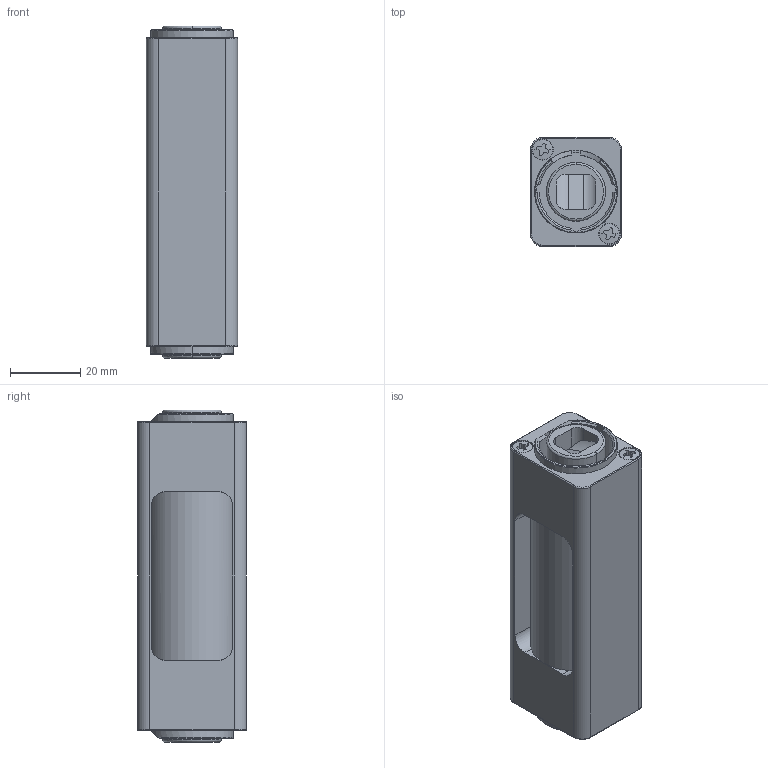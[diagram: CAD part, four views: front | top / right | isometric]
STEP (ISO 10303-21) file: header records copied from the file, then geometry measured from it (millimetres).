
FILE_DESCRIPTION((''),'2;1');
FILE_NAME('D-NAO4_W','2010-06-24T',('kma'),(''),'PRO/ENGINEER BY PARAMETRIC TECHNOLOGY CORPORATION, 2009220','PRO/ENGINEER BY PARAMETRIC TECHNOLOGY CORPORATION, 2009220','');
FILE_SCHEMA(('AUTOMOTIVE_DESIGN_CC2 { 1 2 10303 214 -1 1 5 2 }'));
Length unit declared in the file: millimetre
Products named in the file (1): D-NAO4_W
Bounding box: 26 x 31 x 94.6 mm (x, y, z)
Volume: 60856.3 mm3; surface area: 19332.5 mm2
Topology: 1 solids, 1 shells, 218 faces, 577 edges, 377 vertices
Faces by surface type: cylinder 101, plane 87, torus 14, bspline 8, cone 8
Entity records: 7604 total; most frequent: CARTESIAN_POINT 1981, ORIENTED_EDGE 1154, DIRECTION 1117, EDGE_CURVE 577, AXIS2_PLACEMENT_3D 423, VERTEX_POINT 377, VECTOR 271, LINE 271
